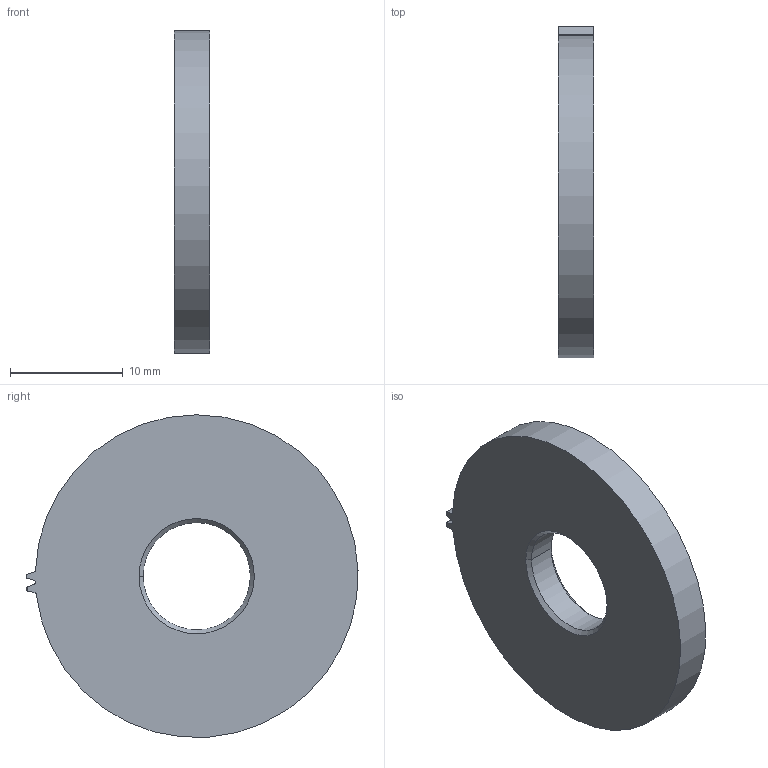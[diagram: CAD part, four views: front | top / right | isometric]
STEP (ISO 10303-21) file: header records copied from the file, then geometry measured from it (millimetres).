
FILE_DESCRIPTION((''),'2;1');
FILE_NAME('S1268Z-072A084','2025-05-06T07:56:42',('Administrator'),(''),'CREO PARAMETRIC BY PTC INC, 2020414','CREO PARAMETRIC BY PTC INC, 2020414','');
FILE_SCHEMA(('AUTOMOTIVE_DESIGN { 1 0 10303 214 1 1 1 1 }'));
Length unit declared in the file: inch
Products named in the file (1): S1268Z-072A084
Bounding box: 3.17 x 29.5 x 28.65 mm (x, y, z)
Volume: 1824.8 mm3; surface area: 1528.1 mm2
Topology: 1 solids, 1 shells, 24 faces, 65 edges, 50 vertices
Faces by surface type: cylinder 10, torus 4, extrusion 4, cone 4, plane 2
Entity records: 1110 total; most frequent: CARTESIAN_POINT 281, DIRECTION 133, ORIENTED_EDGE 124, COLOUR_RGB 116, EDGE_CURVE 62, AXIS2_PLACEMENT_3D 54, VERTEX_POINT 40, CIRCLE 28
